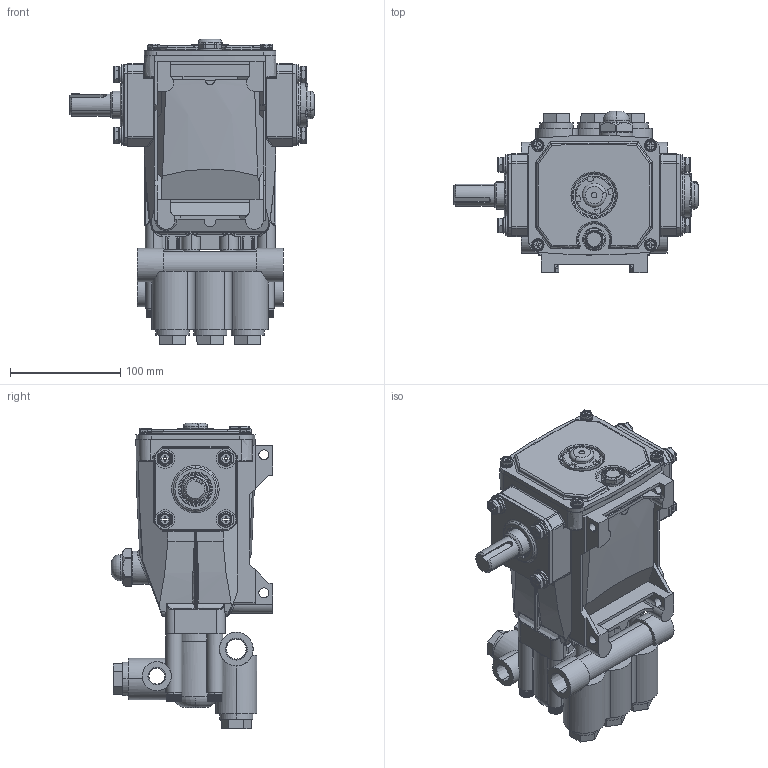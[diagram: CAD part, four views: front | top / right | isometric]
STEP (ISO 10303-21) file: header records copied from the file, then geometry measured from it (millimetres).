
FILE_DESCRIPTION (( 'STEP AP203' ), '1' );
FILE_NAME ('5CP3160CSS.STEP', '2014-12-18T21:09:42', ( 'IT' ), ( 'Microsoft' ), 'SwSTEP 2.0', 'SolidWorks 2014', '' );
FILE_SCHEMA (( 'CONFIG_CONTROL_DESIGN' ));
Products named in the file (1): 5CP3160CSS
Bounding box: 221.15 x 146.2 x 276.51 mm (x, y, z)
Surface area: 228978.8 mm2 (no closed solid volume)
Topology: 0 solids, 22 shells, 1871 faces, 9069 edges, 6566 vertices
Faces by surface type: plane 884, cylinder 682, torus 158, bspline 90, cone 50, sphere 7
Entity records: 100746 total; most frequent: CARTESIAN_POINT 34067, ORIENTED_EDGE 13825, DIRECTION 12574, EDGE_CURVE 9055, VERTEX_POINT 6566, AXIS2_PLACEMENT_3D 4332, VECTOR 3910, LINE 3910
